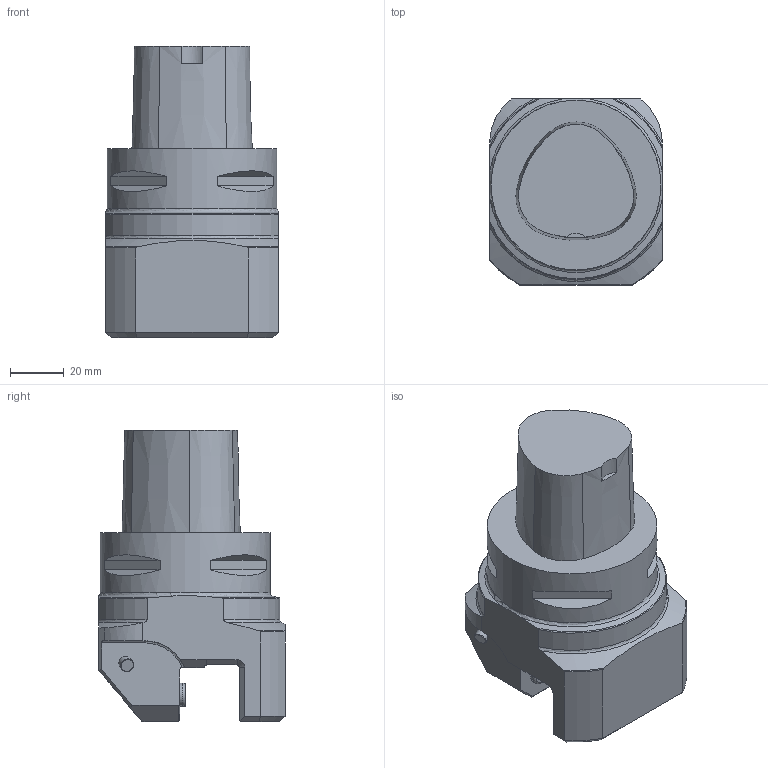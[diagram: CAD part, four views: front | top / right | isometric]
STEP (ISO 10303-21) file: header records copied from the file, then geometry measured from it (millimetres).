
FILE_DESCRIPTION(/* description */ (''),/* implementation_level */ '2;1');
FILE_NAME(/* name */ '1581917882583.stp',/* time_stamp */ '2020-02-17T11:08:13+06:00',/* author */ (''),/* organization */ ('SMS'),/* preprocessor_version */ 'ST-DEVELOPER v16.7',/* originating_system */ 'SIEMENS PLM Software NX 12.0',/* authorisation */ '');
FILE_SCHEMA (('AUTOMOTIVE_DESIGN { 1 0 10303 214 3 1 1 1 }'));
Length unit declared in the file: millimetre
Products named in the file (1): 112030476mod000_02
Bounding box: 64 x 69 x 108 mm (x, y, z)
Volume: 268753 mm3; surface area: 29941.3 mm2
Topology: 1 solids, 1 shells, 113 faces, 282 edges, 188 vertices
Faces by surface type: plane 58, cylinder 24, cone 18, torus 13
Full cylindrical faces by diameter (mm): 5 x2, 8.5 x3, 12.5 x3, 63 x1
Entity records: 3504 total; most frequent: CARTESIAN_POINT 853, DIRECTION 541, ORIENTED_EDGE 516, EDGE_CURVE 258, AXIS2_PLACEMENT_3D 209, VERTEX_POINT 174, EDGE_LOOP 140, LINE 123
